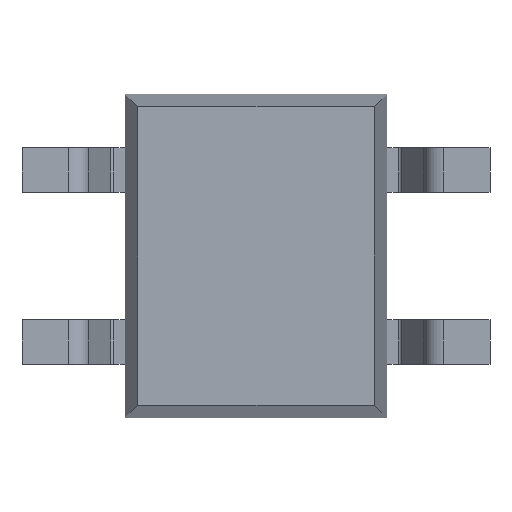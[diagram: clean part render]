
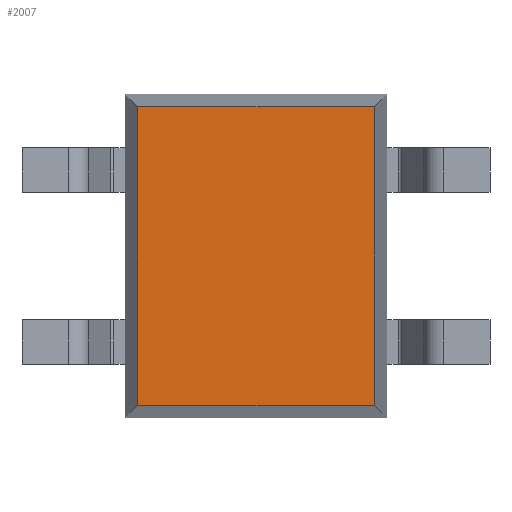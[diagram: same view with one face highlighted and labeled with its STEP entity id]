
A CAD part, front view. The second image highlights one B-rep face of the part: STEP entity #2007.
In plain terms, the highlighted planar face has unit normal (0, -1, 0).
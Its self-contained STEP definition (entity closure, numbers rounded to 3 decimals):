
#59 = CARTESIAN_POINT ( 'NONE',  ( 1.721, 0.2, -2.171 ) ) ;
#154 = VERTEX_POINT ( 'NONE', #960 ) ;
#171 = VECTOR ( 'NONE', #1851, 1000. ) ;
#212 = FACE_OUTER_BOUND ( 'NONE', #1837, .T. ) ;
#358 = ORIENTED_EDGE ( 'NONE', *, *, #511, .T. ) ;
#402 = CARTESIAN_POINT ( 'NONE',  ( 1.9, 0.2, 2.171 ) ) ;
#461 = DIRECTION ( 'NONE',  ( 1., 0., 0. ) ) ;
#495 = CARTESIAN_POINT ( 'NONE',  ( -1.9, 0.2, -2.171 ) ) ;
#511 = EDGE_CURVE ( 'NONE', #1214, #619, #2107, .T. ) ;
#527 = CARTESIAN_POINT ( 'NONE',  ( -1.721, 0.2, -2.171 ) ) ;
#564 = ORIENTED_EDGE ( 'NONE', *, *, #2298, .T. ) ;
#571 = DIRECTION ( 'NONE',  ( 0., -1., 0. ) ) ;
#604 = ORIENTED_EDGE ( 'NONE', *, *, #990, .T. ) ;
#619 = VERTEX_POINT ( 'NONE', #59 ) ;
#756 = LINE ( 'NONE', #973, #1383 ) ;
#902 = LINE ( 'NONE', #1675, #171 ) ;
#917 = DIRECTION ( 'NONE',  ( 0., 0., -1. ) ) ;
#960 = CARTESIAN_POINT ( 'NONE',  ( 1.721, 0.2, 2.171 ) ) ;
#973 = CARTESIAN_POINT ( 'NONE',  ( -1.721, 0.2, 2.35 ) ) ;
#990 = EDGE_CURVE ( 'NONE', #1796, #1214, #756, .T. ) ;
#1214 = VERTEX_POINT ( 'NONE', #527 ) ;
#1283 = LINE ( 'NONE', #402, #2150 ) ;
#1341 = EDGE_CURVE ( 'NONE', #154, #1796, #1283, .T. ) ;
#1383 = VECTOR ( 'NONE', #917, 1000. ) ;
#1478 = CARTESIAN_POINT ( 'NONE',  ( 0., 0.2, 0. ) ) ;
#1581 = AXIS2_PLACEMENT_3D ( 'NONE', #1478, #571, #1647 ) ;
#1647 = DIRECTION ( 'NONE',  ( 0., 0., -1. ) ) ;
#1675 = CARTESIAN_POINT ( 'NONE',  ( 1.721, 0.2, -2.35 ) ) ;
#1689 = VECTOR ( 'NONE', #461, 1000. ) ;
#1695 = ORIENTED_EDGE ( 'NONE', *, *, #1341, .T. ) ;
#1796 = VERTEX_POINT ( 'NONE', #1798 ) ;
#1798 = CARTESIAN_POINT ( 'NONE',  ( -1.721, 0.2, 2.171 ) ) ;
#1837 = EDGE_LOOP ( 'NONE', ( #358, #564, #1695, #604 ) ) ;
#1851 = DIRECTION ( 'NONE',  ( 0., 0., 1. ) ) ;
#1992 = DIRECTION ( 'NONE',  ( -1., 0., 0. ) ) ;
#2007 = ADVANCED_FACE ( 'NONE', ( #212 ), #2195, .T. ) ;
#2107 = LINE ( 'NONE', #495, #1689 ) ;
#2150 = VECTOR ( 'NONE', #1992, 1000. ) ;
#2195 = PLANE ( 'NONE',  #1581 ) ;
#2298 = EDGE_CURVE ( 'NONE', #619, #154, #902, .T. ) ;
